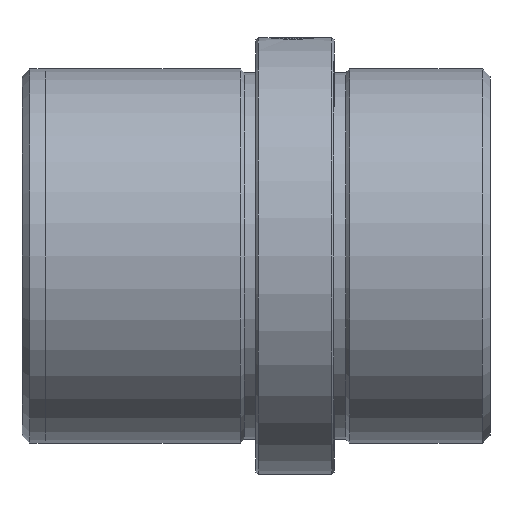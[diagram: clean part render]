
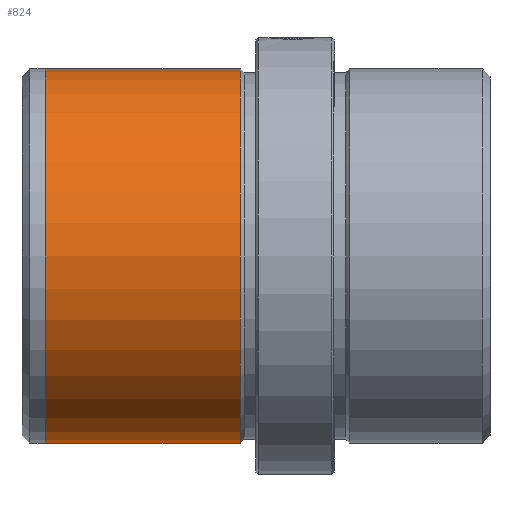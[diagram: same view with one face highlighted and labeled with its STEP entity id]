
A CAD part, left-side view. The second image highlights one B-rep face of the part: STEP entity #824.
In plain terms, the highlighted cylindrical face has radius 24 mm (diameter 48 mm), a partial arc.
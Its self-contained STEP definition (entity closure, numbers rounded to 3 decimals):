
#2 = VERTEX_POINT ( 'NONE', #118 ) ;
#70 = EDGE_CURVE ( 'NONE', #1770, #131, #618, .T. ) ;
#118 = CARTESIAN_POINT ( 'NONE',  ( 0., 32., 24. ) ) ;
#131 = VERTEX_POINT ( 'NONE', #1442 ) ;
#206 = ORIENTED_EDGE ( 'NONE', *, *, #776, .F. ) ;
#264 = DIRECTION ( 'NONE',  ( 0., 0., -1. ) ) ;
#404 = DIRECTION ( 'NONE',  ( 0., -1., 0. ) ) ;
#427 = VERTEX_POINT ( 'NONE', #1505 ) ;
#471 = CYLINDRICAL_SURFACE ( 'NONE', #1388, 24. ) ;
#474 = CARTESIAN_POINT ( 'NONE',  ( 0., 32., 0. ) ) ;
#525 = FACE_OUTER_BOUND ( 'NONE', #1513, .T. ) ;
#618 = CIRCLE ( 'NONE', #1492, 24. ) ;
#643 = DIRECTION ( 'NONE',  ( 0., 0., -1. ) ) ;
#683 = LINE ( 'NONE', #1535, #1489 ) ;
#688 = DIRECTION ( 'NONE',  ( 0., -1., 0. ) ) ;
#776 = EDGE_CURVE ( 'NONE', #1770, #2, #683, .T. ) ;
#786 = DIRECTION ( 'NONE',  ( 0., -1., 0. ) ) ;
#824 = ADVANCED_FACE ( 'NONE', ( #525 ), #471, .T. ) ;
#827 = EDGE_CURVE ( 'NONE', #2, #427, #923, .T. ) ;
#857 = ORIENTED_EDGE ( 'NONE', *, *, #1428, .T. ) ;
#898 = VECTOR ( 'NONE', #688, 1000. ) ;
#921 = DIRECTION ( 'NONE',  ( 0., -1., 0. ) ) ;
#923 = CIRCLE ( 'NONE', #1060, 24. ) ;
#1060 = AXIS2_PLACEMENT_3D ( 'NONE', #474, #1609, #643 ) ;
#1113 = ORIENTED_EDGE ( 'NONE', *, *, #70, .T. ) ;
#1293 = LINE ( 'NONE', #1737, #898 ) ;
#1388 = AXIS2_PLACEMENT_3D ( 'NONE', #1725, #921, #264 ) ;
#1411 = CARTESIAN_POINT ( 'NONE',  ( 0., 57., 24. ) ) ;
#1428 = EDGE_CURVE ( 'NONE', #131, #427, #1293, .T. ) ;
#1442 = CARTESIAN_POINT ( 'NONE',  ( 0., 57., -24. ) ) ;
#1489 = VECTOR ( 'NONE', #404, 1000. ) ;
#1492 = AXIS2_PLACEMENT_3D ( 'NONE', #1757, #786, #1930 ) ;
#1505 = CARTESIAN_POINT ( 'NONE',  ( 0., 32., -24. ) ) ;
#1513 = EDGE_LOOP ( 'NONE', ( #206, #1113, #857, #1768 ) ) ;
#1535 = CARTESIAN_POINT ( 'NONE',  ( 0., 0., 24. ) ) ;
#1609 = DIRECTION ( 'NONE',  ( 0., -1., 0. ) ) ;
#1725 = CARTESIAN_POINT ( 'NONE',  ( 0., 0., 0. ) ) ;
#1737 = CARTESIAN_POINT ( 'NONE',  ( 0., 0., -24. ) ) ;
#1757 = CARTESIAN_POINT ( 'NONE',  ( 0., 57., 0. ) ) ;
#1768 = ORIENTED_EDGE ( 'NONE', *, *, #827, .F. ) ;
#1770 = VERTEX_POINT ( 'NONE', #1411 ) ;
#1930 = DIRECTION ( 'NONE',  ( 0., 0., -1. ) ) ;
